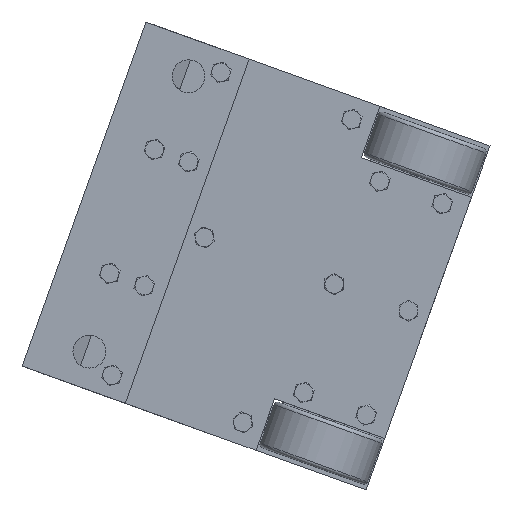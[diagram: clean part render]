
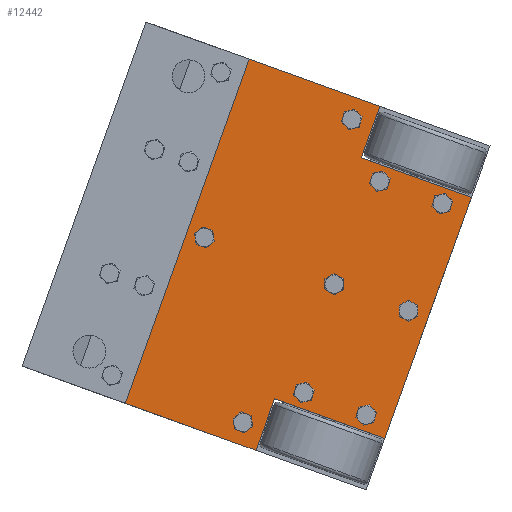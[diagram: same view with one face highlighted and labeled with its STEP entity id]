
A CAD part, front view. The second image highlights one B-rep face of the part: STEP entity #12442.
In plain terms, the highlighted face is planar.
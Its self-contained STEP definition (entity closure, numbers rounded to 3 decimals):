
#843=FACE_BOUND('',#2326,.T.);
#844=FACE_BOUND('',#2327,.T.);
#845=FACE_BOUND('',#2328,.T.);
#846=FACE_BOUND('',#2329,.T.);
#847=FACE_BOUND('',#2330,.T.);
#848=FACE_BOUND('',#2331,.T.);
#849=FACE_BOUND('',#2332,.T.);
#850=FACE_BOUND('',#2333,.T.);
#851=FACE_BOUND('',#2334,.T.);
#1047=PLANE('',#13575);
#1515=FACE_OUTER_BOUND('',#2325,.T.);
#2325=EDGE_LOOP('',(#8941,#8942,#8943,#8944,#8945,#8946,#8947,#8948));
#2326=EDGE_LOOP('',(#8949));
#2327=EDGE_LOOP('',(#8950));
#2328=EDGE_LOOP('',(#8951));
#2329=EDGE_LOOP('',(#8952));
#2330=EDGE_LOOP('',(#8953));
#2331=EDGE_LOOP('',(#8954));
#2332=EDGE_LOOP('',(#8955));
#2333=EDGE_LOOP('',(#8956));
#2334=EDGE_LOOP('',(#8957));
#3258=LINE('',#18514,#4384);
#3259=LINE('',#18516,#4385);
#3260=LINE('',#18518,#4386);
#3261=LINE('',#18520,#4387);
#3262=LINE('',#18522,#4388);
#3263=LINE('',#18524,#4389);
#3264=LINE('',#18526,#4390);
#3265=LINE('',#18527,#4391);
#4384=VECTOR('',#14960,10.);
#4385=VECTOR('',#14961,10.);
#4386=VECTOR('',#14962,10.);
#4387=VECTOR('',#14963,10.);
#4388=VECTOR('',#14964,10.);
#4389=VECTOR('',#14965,10.);
#4390=VECTOR('',#14966,10.);
#4391=VECTOR('',#14967,10.);
#5508=CIRCLE('',#13560,1.25);
#5510=CIRCLE('',#13563,1.25);
#5512=CIRCLE('',#13566,1.25);
#5520=CIRCLE('',#13576,1.25);
#5521=CIRCLE('',#13577,1.25);
#5522=CIRCLE('',#13578,1.25);
#5523=CIRCLE('',#13579,1.25);
#5524=CIRCLE('',#13580,1.25);
#5525=CIRCLE('',#13581,1.25);
#5921=VERTEX_POINT('',#18468);
#5923=VERTEX_POINT('',#18473);
#5925=VERTEX_POINT('',#18478);
#5941=VERTEX_POINT('',#18512);
#5942=VERTEX_POINT('',#18513);
#5943=VERTEX_POINT('',#18515);
#5944=VERTEX_POINT('',#18517);
#5945=VERTEX_POINT('',#18519);
#5946=VERTEX_POINT('',#18521);
#5947=VERTEX_POINT('',#18523);
#5948=VERTEX_POINT('',#18525);
#5949=VERTEX_POINT('',#18528);
#5950=VERTEX_POINT('',#18530);
#5951=VERTEX_POINT('',#18532);
#5952=VERTEX_POINT('',#18534);
#5953=VERTEX_POINT('',#18536);
#5954=VERTEX_POINT('',#18538);
#7098=EDGE_CURVE('',#5921,#5921,#5508,.T.);
#7100=EDGE_CURVE('',#5923,#5923,#5510,.T.);
#7102=EDGE_CURVE('',#5925,#5925,#5512,.T.);
#7118=EDGE_CURVE('',#5941,#5942,#3258,.T.);
#7119=EDGE_CURVE('',#5943,#5942,#3259,.T.);
#7120=EDGE_CURVE('',#5944,#5943,#3260,.T.);
#7121=EDGE_CURVE('',#5945,#5944,#3261,.T.);
#7122=EDGE_CURVE('',#5946,#5945,#3262,.T.);
#7123=EDGE_CURVE('',#5946,#5947,#3263,.T.);
#7124=EDGE_CURVE('',#5947,#5948,#3264,.T.);
#7125=EDGE_CURVE('',#5948,#5941,#3265,.T.);
#7126=EDGE_CURVE('',#5949,#5949,#5520,.T.);
#7127=EDGE_CURVE('',#5950,#5950,#5521,.T.);
#7128=EDGE_CURVE('',#5951,#5951,#5522,.T.);
#7129=EDGE_CURVE('',#5952,#5952,#5523,.T.);
#7130=EDGE_CURVE('',#5953,#5953,#5524,.T.);
#7131=EDGE_CURVE('',#5954,#5954,#5525,.T.);
#8941=ORIENTED_EDGE('',*,*,#7118,.T.);
#8942=ORIENTED_EDGE('',*,*,#7119,.F.);
#8943=ORIENTED_EDGE('',*,*,#7120,.F.);
#8944=ORIENTED_EDGE('',*,*,#7121,.F.);
#8945=ORIENTED_EDGE('',*,*,#7122,.F.);
#8946=ORIENTED_EDGE('',*,*,#7123,.T.);
#8947=ORIENTED_EDGE('',*,*,#7124,.T.);
#8948=ORIENTED_EDGE('',*,*,#7125,.T.);
#8949=ORIENTED_EDGE('',*,*,#7126,.T.);
#8950=ORIENTED_EDGE('',*,*,#7098,.T.);
#8951=ORIENTED_EDGE('',*,*,#7100,.T.);
#8952=ORIENTED_EDGE('',*,*,#7102,.T.);
#8953=ORIENTED_EDGE('',*,*,#7127,.T.);
#8954=ORIENTED_EDGE('',*,*,#7128,.T.);
#8955=ORIENTED_EDGE('',*,*,#7129,.T.);
#8956=ORIENTED_EDGE('',*,*,#7130,.T.);
#8957=ORIENTED_EDGE('',*,*,#7131,.T.);
#12442=ADVANCED_FACE('',(#1515,#843,#844,#845,#846,#847,#848,#849,#850,
#851),#1047,.T.);
#13560=AXIS2_PLACEMENT_3D('',#18469,#14920,#14921);
#13563=AXIS2_PLACEMENT_3D('',#18474,#14926,#14927);
#13566=AXIS2_PLACEMENT_3D('',#18479,#14932,#14933);
#13575=AXIS2_PLACEMENT_3D('',#18511,#14958,#14959);
#13576=AXIS2_PLACEMENT_3D('',#18529,#14968,#14969);
#13577=AXIS2_PLACEMENT_3D('',#18531,#14970,#14971);
#13578=AXIS2_PLACEMENT_3D('',#18533,#14972,#14973);
#13579=AXIS2_PLACEMENT_3D('',#18535,#14974,#14975);
#13580=AXIS2_PLACEMENT_3D('',#18537,#14976,#14977);
#13581=AXIS2_PLACEMENT_3D('',#18539,#14978,#14979);
#14920=DIRECTION('center_axis',(0.,-1.,0.));
#14921=DIRECTION('ref_axis',(-1.,0.,0.));
#14926=DIRECTION('center_axis',(0.,-1.,0.));
#14927=DIRECTION('ref_axis',(-1.,0.,0.));
#14932=DIRECTION('center_axis',(0.,-1.,0.));
#14933=DIRECTION('ref_axis',(-1.,0.,0.));
#14958=DIRECTION('center_axis',(0.,1.,0.));
#14959=DIRECTION('ref_axis',(0.,0.,1.));
#14960=DIRECTION('',(1.,0.,0.));
#14961=DIRECTION('',(0.,0.,1.));
#14962=DIRECTION('',(-1.,0.,0.));
#14963=DIRECTION('',(0.,0.,1.));
#14964=DIRECTION('',(1.,0.,0.));
#14965=DIRECTION('',(0.,0.,1.));
#14966=DIRECTION('',(1.,0.,0.));
#14967=DIRECTION('',(0.,0.,1.));
#14968=DIRECTION('center_axis',(0.,-1.,0.));
#14969=DIRECTION('ref_axis',(0.,0.,-1.));
#14970=DIRECTION('center_axis',(0.,-1.,0.));
#14971=DIRECTION('ref_axis',(0.,0.,-1.));
#14972=DIRECTION('center_axis',(0.,-1.,0.));
#14973=DIRECTION('ref_axis',(0.,0.,-1.));
#14974=DIRECTION('center_axis',(0.,-1.,0.));
#14975=DIRECTION('ref_axis',(1.,0.,0.));
#14976=DIRECTION('center_axis',(0.,-1.,0.));
#14977=DIRECTION('ref_axis',(1.,0.,0.));
#14978=DIRECTION('center_axis',(0.,-1.,0.));
#14979=DIRECTION('ref_axis',(1.,0.,0.));
#18468=CARTESIAN_POINT('',(31.95,3.,28.05));
#18469=CARTESIAN_POINT('Origin',(30.7,3.,28.05));
#18473=CARTESIAN_POINT('',(45.25,3.,-3.));
#18474=CARTESIAN_POINT('Origin',(44.,3.,-3.));
#18478=CARTESIAN_POINT('',(31.95,3.,9.95));
#18479=CARTESIAN_POINT('Origin',(30.7,3.,9.95));
#18511=CARTESIAN_POINT('Origin',(-23.,3.,-2.));
#18512=CARTESIAN_POINT('',(-35.,3.,35.));
#18513=CARTESIAN_POINT('',(35.,3.,35.));
#18514=CARTESIAN_POINT('',(0.,3.,35.));
#18515=CARTESIAN_POINT('',(35.,3.,3.));
#18516=CARTESIAN_POINT('',(35.,3.,35.));
#18517=CARTESIAN_POINT('',(50.,3.,3.));
#18518=CARTESIAN_POINT('',(35.,3.,3.));
#18519=CARTESIAN_POINT('',(50.,3.,-35.));
#18520=CARTESIAN_POINT('',(50.,3.,3.));
#18521=CARTESIAN_POINT('',(-50.,3.,-35.));
#18522=CARTESIAN_POINT('',(50.,3.,-35.));
#18523=CARTESIAN_POINT('',(-50.,3.,3.));
#18524=CARTESIAN_POINT('',(-50.,3.,3.));
#18525=CARTESIAN_POINT('',(-35.,3.,3.));
#18526=CARTESIAN_POINT('',(-35.,3.,3.));
#18527=CARTESIAN_POINT('',(-35.,3.,35.));
#18528=CARTESIAN_POINT('',(0.,3.,-31.25));
#18529=CARTESIAN_POINT('Origin',(0.,3.,-30.));
#18530=CARTESIAN_POINT('',(0.,3.,28.05));
#18531=CARTESIAN_POINT('Origin',(0.,3.,29.3));
#18532=CARTESIAN_POINT('',(0.,3.,6.45));
#18533=CARTESIAN_POINT('Origin',(0.,3.,7.7));
#18534=CARTESIAN_POINT('',(-31.95,3.,28.05));
#18535=CARTESIAN_POINT('Origin',(-30.7,3.,28.05));
#18536=CARTESIAN_POINT('',(-31.95,3.,9.95));
#18537=CARTESIAN_POINT('Origin',(-30.7,3.,9.95));
#18538=CARTESIAN_POINT('',(-45.25,3.,-3.));
#18539=CARTESIAN_POINT('Origin',(-44.,3.,-3.));
